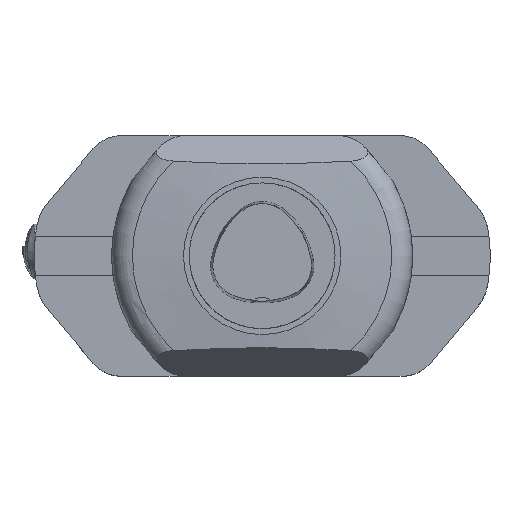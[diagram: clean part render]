
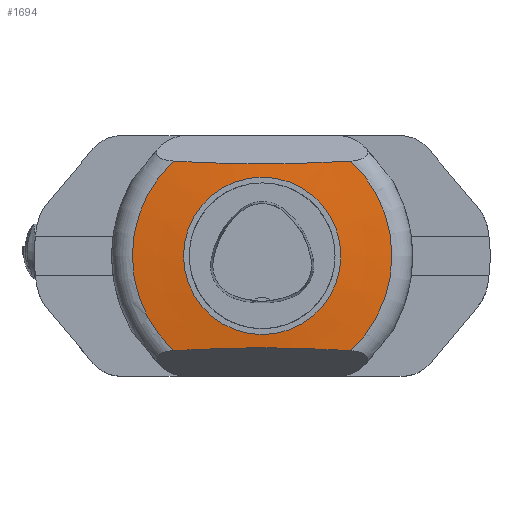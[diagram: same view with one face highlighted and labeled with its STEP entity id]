
A CAD part, top view. The second image highlights one B-rep face of the part: STEP entity #1694.
In plain terms, the highlighted conical face has half-angle 84 degrees and reference radius 34 mm.
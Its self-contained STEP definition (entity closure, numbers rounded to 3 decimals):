
#435=CONICAL_SURFACE('',#10544,34.,84.);
#546=B_SPLINE_CURVE_WITH_KNOTS('',3,(#14453,#14454,#14455,#14456,#14457,
#14458),.UNSPECIFIED.,.F.,.F.,(4,2,4),(0.,0.5,1.),.UNSPECIFIED.);
#548=B_SPLINE_CURVE_WITH_KNOTS('',3,(#14471,#14472,#14473,#14474,#14475,
#14476),.UNSPECIFIED.,.F.,.F.,(4,2,4),(0.,0.5,1.),.UNSPECIFIED.);
#1694=ADVANCED_FACE('',(#3866,#3867),#435,.T.);
#3866=FACE_BOUND('',#4019,.T.);
#3867=FACE_BOUND('',#4020,.T.);
#4019=EDGE_LOOP('',(#4770));
#4020=EDGE_LOOP('',(#4771,#4772,#4773,#4774));
#4770=ORIENTED_EDGE('',*,*,#8567,.F.);
#4771=ORIENTED_EDGE('',*,*,#8566,.F.);
#4772=ORIENTED_EDGE('',*,*,#8564,.T.);
#4773=ORIENTED_EDGE('',*,*,#8563,.F.);
#4774=ORIENTED_EDGE('',*,*,#8560,.T.);
#7566=VERTEX_POINT('',#14432);
#7567=VERTEX_POINT('',#14434);
#7568=VERTEX_POINT('',#14452);
#7569=VERTEX_POINT('',#14461);
#7570=VERTEX_POINT('',#14479);
#8560=EDGE_CURVE('',#7567,#7566,#9941,.T.);
#8563=EDGE_CURVE('',#7567,#7568,#546,.T.);
#8564=EDGE_CURVE('',#7569,#7568,#9942,.T.);
#8566=EDGE_CURVE('',#7569,#7566,#548,.T.);
#8567=EDGE_CURVE('',#7570,#7570,#9943,.T.);
#9941=CIRCLE('',#10537,56.045);
#9942=CIRCLE('',#10540,56.045);
#9943=CIRCLE('',#10543,34.);
#10537=AXIS2_PLACEMENT_3D('',#14433,#11642,#11643);
#10540=AXIS2_PLACEMENT_3D('',#14460,#11648,#11649);
#10543=AXIS2_PLACEMENT_3D('',#14478,#11654,#11655);
#10544=AXIS2_PLACEMENT_3D('',#14480,#11656,#11657);
#11642=DIRECTION('',(0.,0.,1.));
#11643=DIRECTION('',(-1.,0.,0.));
#11648=DIRECTION('',(0.,0.,1.));
#11649=DIRECTION('',(-1.,0.,0.));
#11654=DIRECTION('',(0.,0.,1.));
#11655=DIRECTION('',(-1.,0.,0.));
#11656=DIRECTION('',(0.,0.,-1.));
#11657=DIRECTION('',(-1.,0.,0.));
#14432=CARTESIAN_POINT('',(-38.266,-40.949,-32.217));
#14433=CARTESIAN_POINT('',(0.,0.,-32.217));
#14434=CARTESIAN_POINT('',(-38.266,40.949,-32.217));
#14452=CARTESIAN_POINT('',(38.266,40.949,-32.217));
#14453=CARTESIAN_POINT('',(-38.266,40.949,-32.217));
#14454=CARTESIAN_POINT('',(-25.556,40.274,-31.253));
#14455=CARTESIAN_POINT('',(-12.832,39.751,-30.507));
#14456=CARTESIAN_POINT('',(12.707,39.748,-30.502));
#14457=CARTESIAN_POINT('',(25.516,40.272,-31.25));
#14458=CARTESIAN_POINT('',(38.266,40.949,-32.217));
#14460=CARTESIAN_POINT('',(0.,0.,-32.217));
#14461=CARTESIAN_POINT('',(38.266,-40.949,-32.217));
#14471=CARTESIAN_POINT('',(38.266,-40.949,-32.217));
#14472=CARTESIAN_POINT('',(25.556,-40.274,-31.253));
#14473=CARTESIAN_POINT('',(12.832,-39.751,-30.507));
#14474=CARTESIAN_POINT('',(-12.707,-39.748,-30.502));
#14475=CARTESIAN_POINT('',(-25.516,-40.272,-31.25));
#14476=CARTESIAN_POINT('',(-38.266,-40.949,-32.217));
#14478=CARTESIAN_POINT('',(0.,0.,-29.9));
#14479=CARTESIAN_POINT('',(-34.,0.,-29.9));
#14480=CARTESIAN_POINT('',(0.,0.,-29.9));
